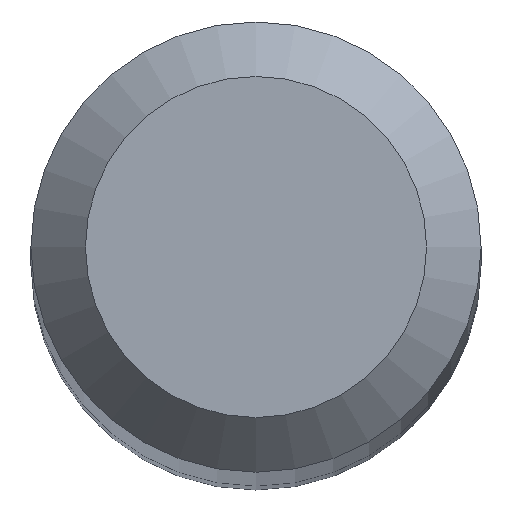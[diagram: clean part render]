
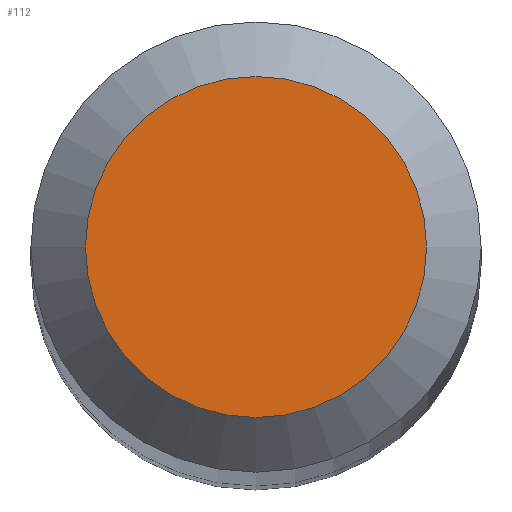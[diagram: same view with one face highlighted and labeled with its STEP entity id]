
A CAD part, top view. The second image highlights one B-rep face of the part: STEP entity #112.
In plain terms, the highlighted planar face has unit normal (0, 0, 1).
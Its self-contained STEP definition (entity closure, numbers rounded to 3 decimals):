
#19 = DIRECTION ( 'NONE',  ( 0., 1., 0. ) ) ;
#32 = CARTESIAN_POINT ( 'NONE',  ( 0., 0., 38. ) ) ;
#34 = DIRECTION ( 'NONE',  ( 0., 0., -1. ) ) ;
#44 = CIRCLE ( 'NONE', #83, 0.625 ) ;
#46 = EDGE_LOOP ( 'NONE', ( #63 ) ) ;
#51 = FACE_OUTER_BOUND ( 'NONE', #46, .T. ) ;
#58 = AXIS2_PLACEMENT_3D ( 'NONE', #32, #34, #19 ) ;
#63 = ORIENTED_EDGE ( 'NONE', *, *, #200, .F. ) ;
#71 = VERTEX_POINT ( 'NONE', #138 ) ;
#83 = AXIS2_PLACEMENT_3D ( 'NONE', #137, #197, #195 ) ;
#112 = ADVANCED_FACE ( 'NONE', ( #51 ), #133, .F. ) ;
#133 = PLANE ( 'NONE',  #58 ) ;
#137 = CARTESIAN_POINT ( 'NONE',  ( 0., 0., 38. ) ) ;
#138 = CARTESIAN_POINT ( 'NONE',  ( 0., 0.625, 38. ) ) ;
#195 = DIRECTION ( 'NONE',  ( 0., 1., 0. ) ) ;
#197 = DIRECTION ( 'NONE',  ( 0., 0., -1. ) ) ;
#200 = EDGE_CURVE ( 'NONE', #71, #71, #44, .T. ) ;
